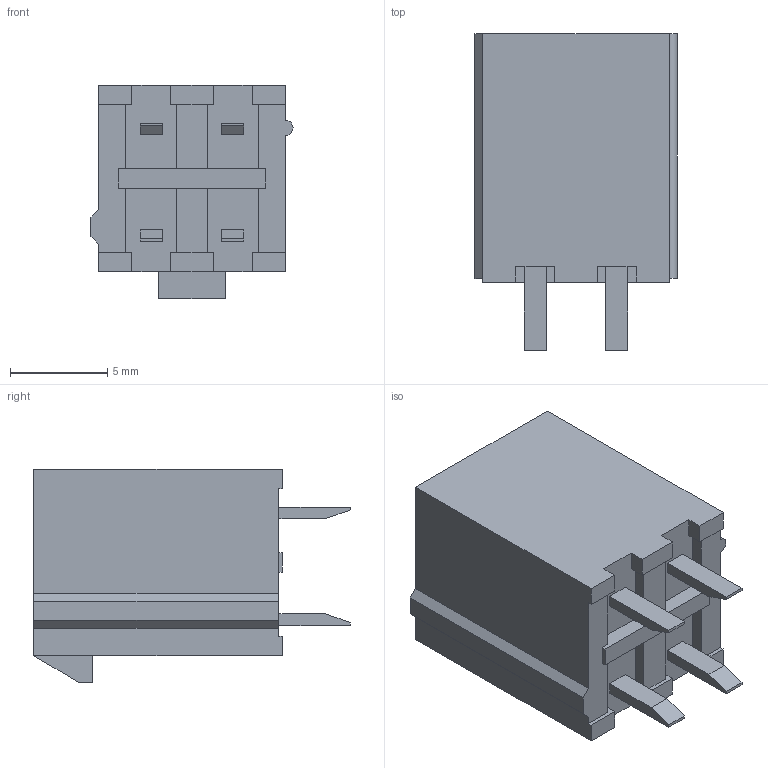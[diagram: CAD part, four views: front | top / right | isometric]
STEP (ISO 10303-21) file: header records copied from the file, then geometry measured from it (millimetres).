
FILE_DESCRIPTION(('STEP AP242'),'1');
FILE_NAME('0039288040.stp','2024-12-19T06:16:20',('TraceParts'),('TraceParts S.A.'),'Spatial InterOp 3D',' ',' ');
FILE_SCHEMA(('AP242_MANAGED_MODEL_BASED_3D_ENGINEERING_MIM_LF {1 0 10303 442 1 1 4}'));
Length unit declared in the file: millimetre
Products named in the file (1): 0039288040_1
Bounding box: 10.4 x 16.3 x 11 mm (x, y, z)
Volume: 741.3 mm3; surface area: 1385.7 mm2
Topology: 1 solids, 1 shells, 130 faces, 354 edges, 246 vertices
Faces by surface type: plane 128, cylinder 2
Entity records: 4044 total; most frequent: CARTESIAN_POINT 716, ORIENTED_EDGE 692, DIRECTION 630, EDGE_CURVE 346, LINE 342, VECTOR 342, VERTEX_POINT 230, AXIS2_PLACEMENT_3D 144
